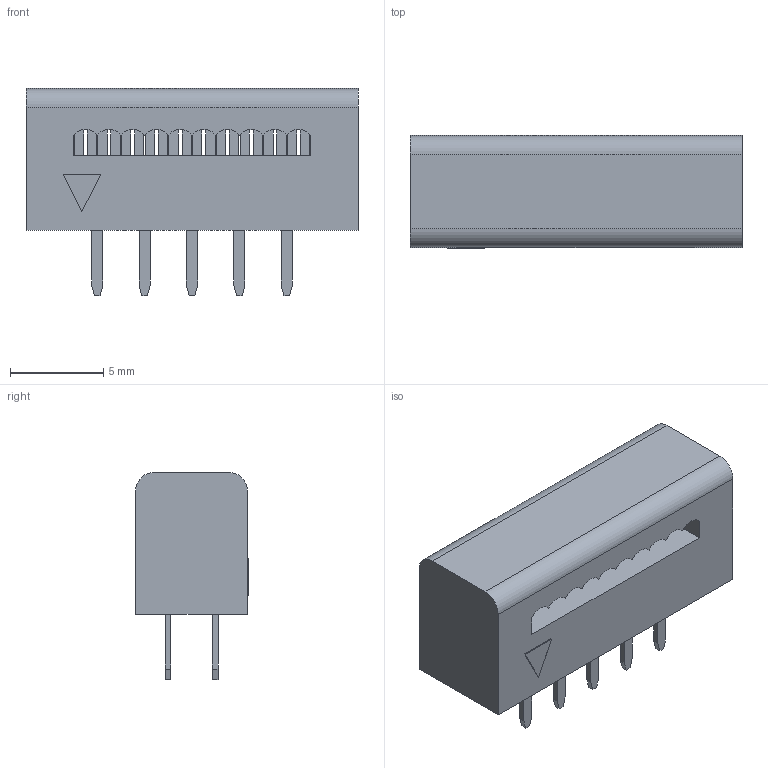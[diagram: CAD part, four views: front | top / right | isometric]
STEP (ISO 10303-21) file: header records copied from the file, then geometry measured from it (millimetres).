
FILE_DESCRIPTION(('STEP AP214'), '1');
FILE_NAME('DS1018 (FDC CONNFLY)', '2018-12-17T16:31:55', ('Egor'), (''), 'ASCON STEP Converter 1.3', 'ASCON Math Kernel', '');
FILE_SCHEMA(('AUTOMOTIVE_DESIGN { 1 0 10303 214 3 1 1}'));
Length unit declared in the file: millimetre
Bounding box: 17.8 x 6.05 x 11.1 mm (x, y, z)
Volume: 675.8 mm3; surface area: 843.6 mm2
Topology: 1 solids, 1 shells, 228 faces, 585 edges, 390 vertices
Faces by surface type: plane 206, cylinder 22
Entity records: 8685 total; most frequent: CARTESIAN_POINT 1204, ORIENTED_EDGE 1170, DIRECTION 1087, EDGE_CURVE 585, LINE 541, VECTOR 541, VERTEX_POINT 390, AXIS2_PLACEMENT_3D 273
